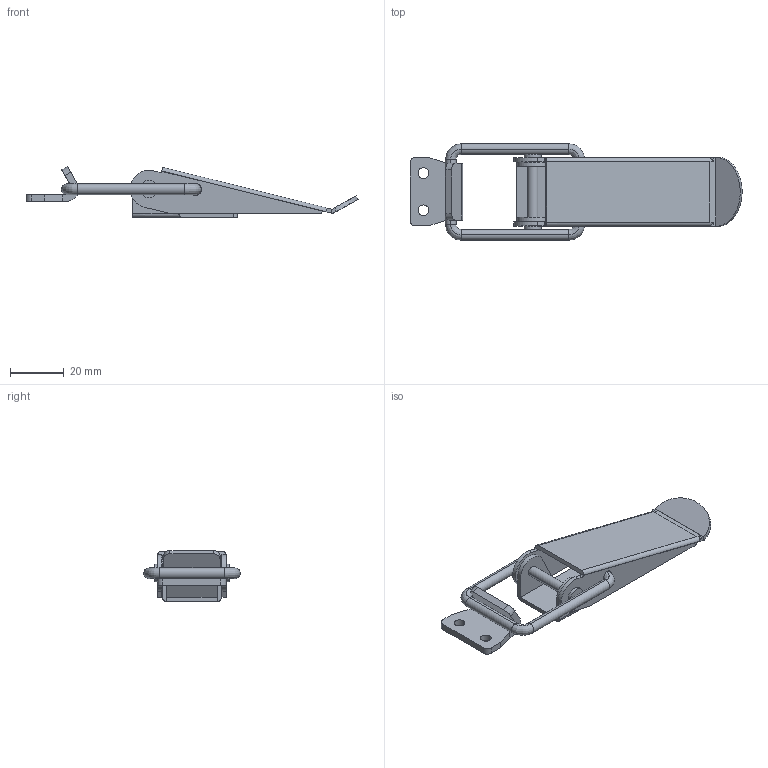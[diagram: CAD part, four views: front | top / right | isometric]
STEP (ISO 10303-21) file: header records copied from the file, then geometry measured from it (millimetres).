
FILE_DESCRIPTION(/* description */ (''),/* implementation_level */ '2;1');
FILE_NAME(/* name */ 'DK526',/* time_stamp */ '2024-11-04T09:34:04+08:00',/* author */ (''),/* organization */ (''),/* preprocessor_version */ 'ST-DEVELOPER v19.2',/* originating_system */ 'Rhino 8.5',/* authorisation */ '');
FILE_SCHEMA (('CONFIG_CONTROL_DESIGN'));
Length unit declared in the file: millimetre
Products named in the file (1): Document
Bounding box: 123.77 x 36 x 19.01 mm (x, y, z)
Volume: 5355.3 mm3; surface area: 12948 mm2
Topology: 4 solids, 5 shells, 132 faces, 328 edges, 210 vertices
Faces by surface type: plane 62, cylinder 58, bspline 12
Entity records: 4714 total; most frequent: CARTESIAN_POINT 1922, ORIENTED_EDGE 648, DIRECTION 352, EDGE_CURVE 325, AXIS2_PLACEMENT_3D 236, VERTEX_POINT 204, EDGE_LOOP 154, B_SPLINE_CURVE_WITH_KNOTS 143
